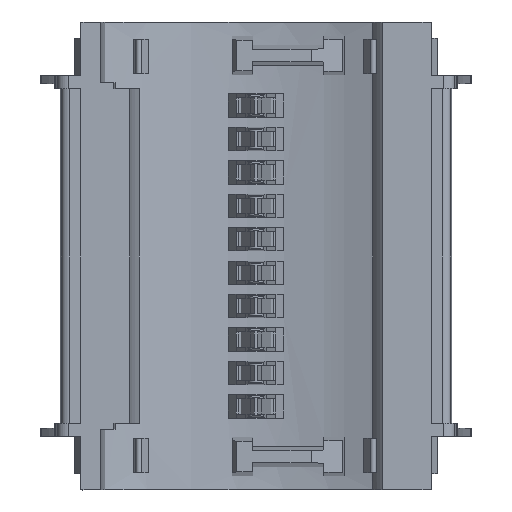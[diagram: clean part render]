
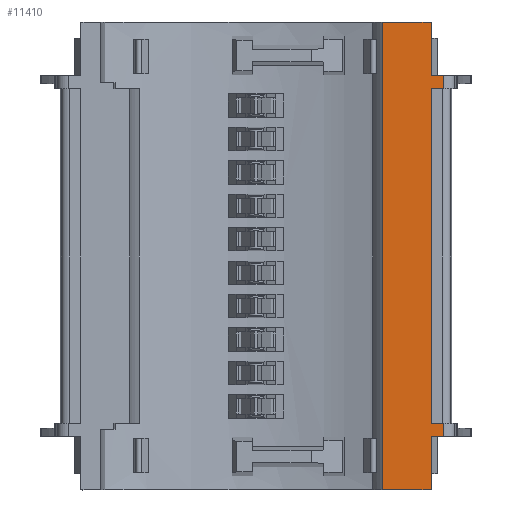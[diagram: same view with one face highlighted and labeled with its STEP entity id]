
A CAD part, front view. The second image highlights one B-rep face of the part: STEP entity #11410.
In plain terms, the highlighted planar face has unit normal (0, -1, 0).
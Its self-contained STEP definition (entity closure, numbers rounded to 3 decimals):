
#9960=CARTESIAN_POINT('',(34.838,38.9,
24.45));
#9970=DIRECTION('',(0.,1.,0.));
#9980=DIRECTION('',(1.,0.,0.));
#9990=AXIS2_PLACEMENT_3D('',#9960,#9970,#9980);
#10000=PLANE('',#9990);
#10010=CARTESIAN_POINT('',(-49.479,38.9,
16.3));
#10020=DIRECTION('',(-1.,0.,0.));
#10030=VECTOR('',#10020,1.);
#10040=LINE('',#10010,#10030);
#10050=CARTESIAN_POINT('',(37.879,38.9,
16.3));
#10060=VERTEX_POINT('',#10050);
#10070=CARTESIAN_POINT('',(34.838,38.9,
16.3));
#10080=VERTEX_POINT('',#10070);
#10090=EDGE_CURVE('',#10060,#10080,#10040,.T.);
#10100=ORIENTED_EDGE('',*,*,#10090,.T.);
#10110=CARTESIAN_POINT('',(37.879,38.9,
13.075));
#10120=DIRECTION('',(0.,0.,1.));
#10130=VECTOR('',#10120,1.);
#10140=LINE('',#10110,#10130);
#10150=CARTESIAN_POINT('',(37.879,38.9,
13.075));
#10160=VERTEX_POINT('',#10150);
#10170=EDGE_CURVE('',#10160,#10060,#10140,.T.);
#10180=ORIENTED_EDGE('',*,*,#10170,.T.);
#10190=CARTESIAN_POINT('',(-49.479,38.9,
13.075));
#10200=DIRECTION('',(1.,0.,0.));
#10210=VECTOR('',#10200,1.);
#10220=LINE('',#10190,#10210);
#10230=CARTESIAN_POINT('',(34.844,38.9,
13.075));
#10240=VERTEX_POINT('',#10230);
#10250=EDGE_CURVE('',#10240,#10160,#10220,.T.);
#10260=ORIENTED_EDGE('',*,*,#10250,.T.);
#10270=CARTESIAN_POINT('',(34.838,38.9,
24.45));
#10280=DIRECTION('',(0.,1.,0.));
#10290=DIRECTION('',(1.,0.,0.));
#10300=AXIS2_PLACEMENT_3D('',#10270,#10280,#10290);
#10310=PLANE('',#10300);
#10320=CARTESIAN_POINT('',(-288.154,40.019,
16.3));
#10330=DIRECTION('',(0.,0.,1.));
#10340=DIRECTION('',(1.,0.,0.));
#10350=AXIS2_PLACEMENT_3D('',#10320,#10330,#10340);
#10360=CYLINDRICAL_SURFACE('',#10350,323.);
#10370=CARTESIAN_POINT('',(34.844,38.9,
13.075));
#10380=CARTESIAN_POINT('',(34.844,38.9,
11.985));
#10390=CARTESIAN_POINT('',(34.844,38.9,
10.896));
#10400=CARTESIAN_POINT('',(34.844,38.9,
9.806));
#10410=CARTESIAN_POINT('',(34.844,38.9,
8.717));
#10420=CARTESIAN_POINT('',(34.844,38.9,
7.627));
#10430=CARTESIAN_POINT('',(34.844,38.9,
6.538));
#10440=CARTESIAN_POINT('',(34.844,38.9,
5.448));
#10450=CARTESIAN_POINT('',(34.844,38.9,
4.358));
#10460=CARTESIAN_POINT('',(34.844,38.9,
3.269));
#10470=CARTESIAN_POINT('',(34.844,38.9,
2.179));
#10480=CARTESIAN_POINT('',(34.844,38.9,
1.09));
#10490=CARTESIAN_POINT('',(34.844,38.9,
0.));
#10500=B_SPLINE_CURVE_WITH_KNOTS('',3,(#10370,#10380,#10390,#10400,
#10410,#10420,#10430,#10440,#10450,#10460,#10470,#10480,#10490),
.UNSPECIFIED.,.F.,.F.,(4,3,3,3,4),(0.,3.269,6.538,
9.806,13.075),.UNSPECIFIED.);
#10510=SURFACE_CURVE('',#10500,(#10310,#10360),.CURVE_3D.);
#10520=CARTESIAN_POINT('',(34.844,38.9,
0.));
#10530=VERTEX_POINT('',#10520);
#10540=EDGE_CURVE('',#10240,#10530,#10510,.T.);
#10550=ORIENTED_EDGE('',*,*,#10540,.F.);
#10560=CARTESIAN_POINT('',(-49.479,38.9,
0.));
#10570=DIRECTION('',(-1.,0.,0.));
#10580=VECTOR('',#10570,1.);
#10590=LINE('',#10560,#10580);
#10600=CARTESIAN_POINT('',(22.979,38.9,
0.));
#10610=VERTEX_POINT('',#10600);
#10620=EDGE_CURVE('',#10530,#10610,#10590,.T.);
#10630=ORIENTED_EDGE('',*,*,#10620,.F.);
#10640=CARTESIAN_POINT('',(22.979,38.9,
24.45));
#10650=DIRECTION('',(0.,0.,-1.));
#10660=VECTOR('',#10650,1.);
#10670=LINE('',#10640,#10660);
#10680=CARTESIAN_POINT('',(22.979,38.9,
114.1));
#10690=VERTEX_POINT('',#10680);
#10700=EDGE_CURVE('',#10690,#10610,#10670,.T.);
#10710=ORIENTED_EDGE('',*,*,#10700,.T.);
#10720=CARTESIAN_POINT('',(-49.479,38.9,
114.1));
#10730=DIRECTION('',(-1.,0.,0.));
#10740=VECTOR('',#10730,1.);
#10750=LINE('',#10720,#10740);
#10760=CARTESIAN_POINT('',(34.844,38.9,
114.1));
#10770=VERTEX_POINT('',#10760);
#10780=EDGE_CURVE('',#10770,#10690,#10750,.T.);
#10790=ORIENTED_EDGE('',*,*,#10780,.T.);
#10800=CARTESIAN_POINT('',(34.838,38.9,
73.35));
#10810=DIRECTION('',(0.,1.,0.));
#10820=DIRECTION('',(1.,0.,0.));
#10830=AXIS2_PLACEMENT_3D('',#10800,#10810,#10820);
#10840=PLANE('',#10830);
#10850=CARTESIAN_POINT('',(-288.154,40.019,
97.8));
#10860=DIRECTION('',(0.,0.,-1.));
#10870=DIRECTION('',(1.,0.,0.));
#10880=AXIS2_PLACEMENT_3D('',#10850,#10860,#10870);
#10890=CYLINDRICAL_SURFACE('',#10880,323.);
#10900=CARTESIAN_POINT('',(34.844,38.9,
101.025));
#10910=CARTESIAN_POINT('',(34.844,38.9,
102.115));
#10920=CARTESIAN_POINT('',(34.844,38.9,
103.204));
#10930=CARTESIAN_POINT('',(34.844,38.9,
104.294));
#10940=CARTESIAN_POINT('',(34.844,38.9,
105.383));
#10950=CARTESIAN_POINT('',(34.844,38.9,
106.473));
#10960=CARTESIAN_POINT('',(34.844,38.9,
107.563));
#10970=CARTESIAN_POINT('',(34.844,38.9,
108.652));
#10980=CARTESIAN_POINT('',(34.844,38.9,
109.742));
#10990=CARTESIAN_POINT('',(34.844,38.9,
110.831));
#11000=CARTESIAN_POINT('',(34.844,38.9,
111.921));
#11010=CARTESIAN_POINT('',(34.844,38.9,
113.011));
#11020=CARTESIAN_POINT('',(34.844,38.9,
114.1));
#11030=B_SPLINE_CURVE_WITH_KNOTS('',3,(#10900,#10910,#10920,#10930,
#10940,#10950,#10960,#10970,#10980,#10990,#11000,#11010,#11020),
.UNSPECIFIED.,.F.,.F.,(4,3,3,3,4),(0.,3.269,6.538,
9.806,13.075),.UNSPECIFIED.);
#11040=SURFACE_CURVE('',#11030,(#10840,#10890),.CURVE_3D.);
#11050=CARTESIAN_POINT('',(34.844,38.9,
101.025));
#11060=VERTEX_POINT('',#11050);
#11070=EDGE_CURVE('',#11060,#10770,#11040,.T.);
#11080=ORIENTED_EDGE('',*,*,#11070,.T.);
#11090=CARTESIAN_POINT('',(-49.479,38.9,
101.025));
#11100=DIRECTION('',(1.,0.,0.));
#11110=VECTOR('',#11100,1.);
#11120=LINE('',#11090,#11110);
#11130=CARTESIAN_POINT('',(37.879,38.9,
101.025));
#11140=VERTEX_POINT('',#11130);
#11150=EDGE_CURVE('',#11060,#11140,#11120,.T.);
#11160=ORIENTED_EDGE('',*,*,#11150,.F.);
#11170=CARTESIAN_POINT('',(37.879,38.9,
101.025));
#11180=DIRECTION('',(0.,0.,-1.));
#11190=VECTOR('',#11180,1.);
#11200=LINE('',#11170,#11190);
#11210=CARTESIAN_POINT('',(37.879,38.9,
97.8));
#11220=VERTEX_POINT('',#11210);
#11230=EDGE_CURVE('',#11140,#11220,#11200,.T.);
#11240=ORIENTED_EDGE('',*,*,#11230,.F.);
#11250=CARTESIAN_POINT('',(-49.479,38.9,
97.8));
#11260=DIRECTION('',(1.,0.,0.));
#11270=VECTOR('',#11260,1.);
#11280=LINE('',#11250,#11270);
#11290=CARTESIAN_POINT('',(34.838,38.9,
97.8));
#11300=VERTEX_POINT('',#11290);
#11310=EDGE_CURVE('',#11300,#11220,#11280,.T.);
#11320=ORIENTED_EDGE('',*,*,#11310,.T.);
#11330=CARTESIAN_POINT('',(34.838,38.9,
24.45));
#11340=DIRECTION('',(0.,0.,-1.));
#11350=VECTOR('',#11340,1.);
#11360=LINE('',#11330,#11350);
#11370=EDGE_CURVE('',#11300,#10080,#11360,.T.);
#11380=ORIENTED_EDGE('',*,*,#11370,.F.);
#11390=EDGE_LOOP('',(#11380,#11320,#11240,#11160,#11080,#10790,#10710,
#10630,#10550,#10260,#10180,#10100));
#11400=FACE_OUTER_BOUND('',#11390,.T.);
#11410=ADVANCED_FACE('',(#11400),#10000,.F.);
